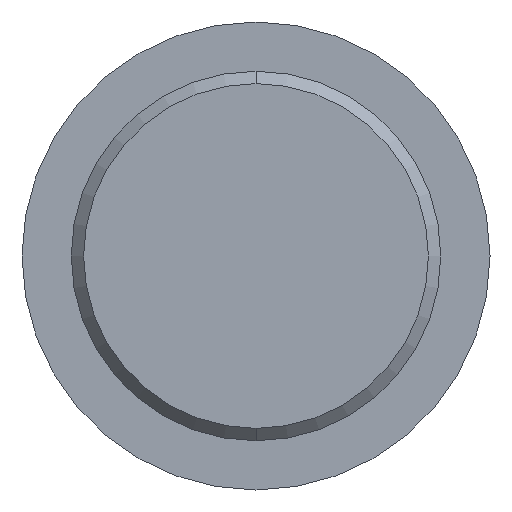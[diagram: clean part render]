
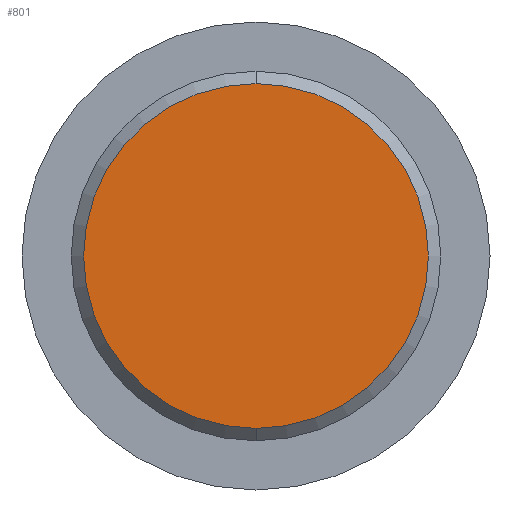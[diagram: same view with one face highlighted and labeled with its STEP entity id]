
A CAD part, front view. The second image highlights one B-rep face of the part: STEP entity #801.
In plain terms, the highlighted planar face has unit normal (0, -1, 0).
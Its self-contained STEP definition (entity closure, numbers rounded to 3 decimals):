
#28 = EDGE_LOOP ( 'NONE', ( #436, #1570 ) ) ;
#75 = DIRECTION ( 'NONE',  ( 0., 1., 0. ) ) ;
#89 = DIRECTION ( 'NONE',  ( 0., 0., 1. ) ) ;
#176 = CIRCLE ( 'NONE', #1383, 2.8 ) ;
#198 = DIRECTION ( 'NONE',  ( 0., 0., 1. ) ) ;
#201 = DIRECTION ( 'NONE',  ( 0., -1., 0. ) ) ;
#308 = AXIS2_PLACEMENT_3D ( 'NONE', #429, #318, #89 ) ;
#318 = DIRECTION ( 'NONE',  ( 0., -1., 0. ) ) ;
#429 = CARTESIAN_POINT ( 'NONE',  ( 0., 0., 0. ) ) ;
#436 = ORIENTED_EDGE ( 'NONE', *, *, #1250, .T. ) ;
#706 = CARTESIAN_POINT ( 'NONE',  ( 0., 0., 0. ) ) ;
#735 = CARTESIAN_POINT ( 'NONE',  ( 0., 0., 0. ) ) ;
#801 = ADVANCED_FACE ( 'NONE', ( #1441 ), #989, .F. ) ;
#846 = VERTEX_POINT ( 'NONE', #1643 ) ;
#883 = VERTEX_POINT ( 'NONE', #1269 ) ;
#939 = CIRCLE ( 'NONE', #308, 2.8 ) ;
#989 = PLANE ( 'NONE',  #1316 ) ;
#1247 = DIRECTION ( 'NONE',  ( 0., 0., 1. ) ) ;
#1250 = EDGE_CURVE ( 'NONE', #883, #846, #939, .T. ) ;
#1269 = CARTESIAN_POINT ( 'NONE',  ( 0., 0., 2.8 ) ) ;
#1316 = AXIS2_PLACEMENT_3D ( 'NONE', #735, #75, #198 ) ;
#1383 = AXIS2_PLACEMENT_3D ( 'NONE', #706, #201, #1247 ) ;
#1441 = FACE_OUTER_BOUND ( 'NONE', #28, .T. ) ;
#1509 = EDGE_CURVE ( 'NONE', #846, #883, #176, .T. ) ;
#1570 = ORIENTED_EDGE ( 'NONE', *, *, #1509, .T. ) ;
#1643 = CARTESIAN_POINT ( 'NONE',  ( 0., 0., -2.8 ) ) ;
